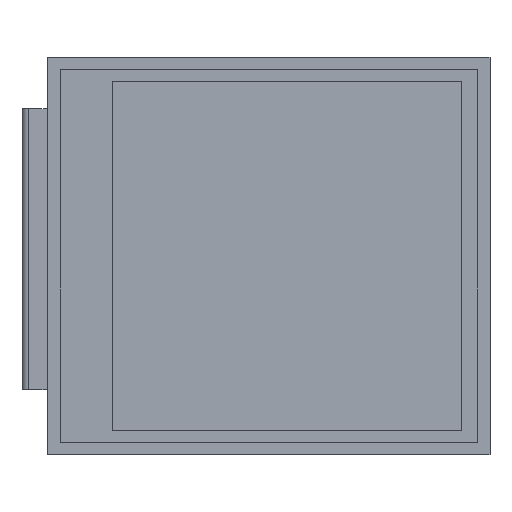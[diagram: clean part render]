
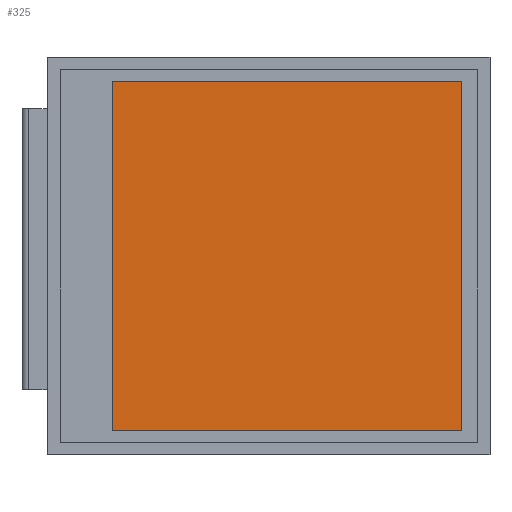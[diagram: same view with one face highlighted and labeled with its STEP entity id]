
A CAD part, top view. The second image highlights one B-rep face of the part: STEP entity #325.
In plain terms, the highlighted planar face has unit normal (0, 0, 1).
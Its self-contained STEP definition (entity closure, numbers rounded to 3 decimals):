
#243 = EDGE_CURVE('',#244,#246,#248,.T.);
#244 = VERTEX_POINT('',#245);
#245 = CARTESIAN_POINT('',(10.797,16.46,2.95));
#246 = VERTEX_POINT('',#247);
#247 = CARTESIAN_POINT('',(10.797,-11.26,2.95));
#248 = LINE('',#249,#250);
#249 = CARTESIAN_POINT('',(10.797,16.46,2.95));
#250 = VECTOR('',#251,1.);
#251 = DIRECTION('',(0.,-1.,0.));
#253 = EDGE_CURVE('',#254,#244,#256,.T.);
#254 = VERTEX_POINT('',#255);
#255 = CARTESIAN_POINT('',(38.517,16.46,2.95));
#256 = LINE('',#257,#258);
#257 = CARTESIAN_POINT('',(38.517,16.46,2.95));
#258 = VECTOR('',#259,1.);
#259 = DIRECTION('',(-1.,0.,0.));
#261 = EDGE_CURVE('',#262,#254,#264,.T.);
#262 = VERTEX_POINT('',#263);
#263 = CARTESIAN_POINT('',(38.517,-11.26,2.95));
#264 = LINE('',#265,#266);
#265 = CARTESIAN_POINT('',(38.517,-11.26,2.95));
#266 = VECTOR('',#267,1.);
#267 = DIRECTION('',(0.,1.,0.));
#269 = EDGE_CURVE('',#246,#262,#270,.T.);
#270 = LINE('',#271,#272);
#271 = CARTESIAN_POINT('',(10.797,-11.26,2.95));
#272 = VECTOR('',#273,1.);
#273 = DIRECTION('',(1.,0.,0.));
#325 = ADVANCED_FACE('',(#326),#332,.F.);
#326 = FACE_BOUND('',#327,.T.);
#327 = EDGE_LOOP('',(#328,#329,#330,#331));
#328 = ORIENTED_EDGE('',*,*,#243,.T.);
#329 = ORIENTED_EDGE('',*,*,#269,.T.);
#330 = ORIENTED_EDGE('',*,*,#261,.T.);
#331 = ORIENTED_EDGE('',*,*,#253,.T.);
#332 = PLANE('',#333);
#333 = AXIS2_PLACEMENT_3D('',#334,#335,#336);
#334 = CARTESIAN_POINT('',(24.657,2.6,2.95));
#335 = DIRECTION('',(0.,0.,-1.));
#336 = DIRECTION('',(0.,1.,0.));
